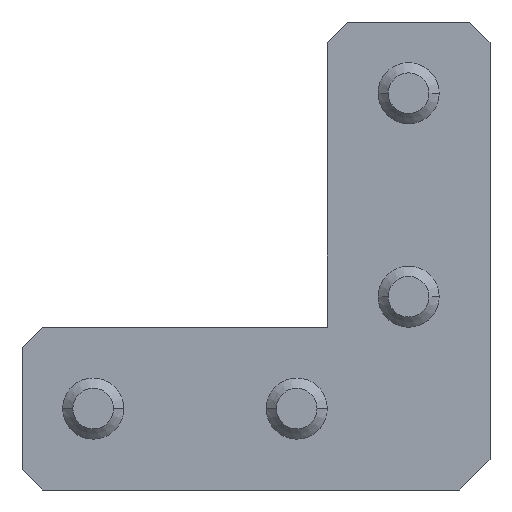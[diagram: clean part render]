
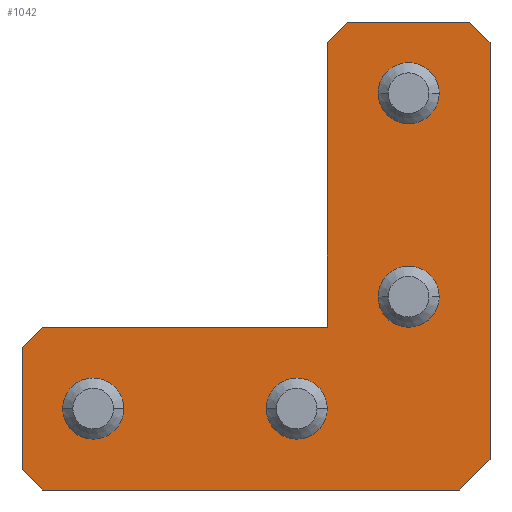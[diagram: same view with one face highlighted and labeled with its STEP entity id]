
A CAD part, front view. The second image highlights one B-rep face of the part: STEP entity #1042.
In plain terms, the highlighted planar face has unit normal (0, -1, 0).
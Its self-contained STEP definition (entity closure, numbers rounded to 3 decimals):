
#362=CARTESIAN_POINT('',(-11.,0.,0.));
#363=DIRECTION('',(0.,-1.,0.));
#364=DIRECTION('',(0.,0.,-1.));
#365=AXIS2_PLACEMENT_3D('',#362,#363,#364);
#370=CARTESIAN_POINT('',(-11.,0.,0.));
#371=DIRECTION('',(0.,-1.,0.));
#372=DIRECTION('',(0.,0.,1.));
#373=AXIS2_PLACEMENT_3D('',#370,#371,#372);
#378=CARTESIAN_POINT('',(-31.,0.,0.));
#379=DIRECTION('',(0.,-1.,0.));
#380=DIRECTION('',(0.,0.,-1.));
#381=AXIS2_PLACEMENT_3D('',#378,#379,#380);
#386=CARTESIAN_POINT('',(-31.,0.,0.));
#387=DIRECTION('',(0.,-1.,0.));
#388=DIRECTION('',(0.,0.,1.));
#389=AXIS2_PLACEMENT_3D('',#386,#387,#388);
#394=CARTESIAN_POINT('',(0.,0.,31.));
#395=DIRECTION('',(0.,1.,0.));
#396=DIRECTION('',(1.,0.,0.));
#397=AXIS2_PLACEMENT_3D('',#394,#395,#396);
#402=CARTESIAN_POINT('',(0.,0.,31.));
#403=DIRECTION('',(0.,1.,0.));
#404=DIRECTION('',(-1.,0.,0.));
#405=AXIS2_PLACEMENT_3D('',#402,#403,#404);
#410=CARTESIAN_POINT('',(0.,0.,11.));
#411=DIRECTION('',(0.,1.,0.));
#412=DIRECTION('',(1.,0.,0.));
#413=AXIS2_PLACEMENT_3D('',#410,#411,#412);
#418=CARTESIAN_POINT('',(0.,0.,11.));
#419=DIRECTION('',(0.,1.,0.));
#420=DIRECTION('',(-1.,0.,0.));
#421=AXIS2_PLACEMENT_3D('',#418,#419,#420);
#426=DIRECTION('',(-0.707,0.,-0.707));
#427=VECTOR('',#426,2.828);
#428=CARTESIAN_POINT('',(-6.,0.,38.));
#429=LINE('',#428,#427);
#433=DIRECTION('',(1.,0.,0.));
#434=VECTOR('',#433,12.);
#435=CARTESIAN_POINT('',(-6.,0.,38.));
#436=LINE('',#435,#434);
#440=DIRECTION('',(-0.707,0.,0.707));
#441=VECTOR('',#440,2.828);
#442=CARTESIAN_POINT('',(8.,0.,36.));
#443=LINE('',#442,#441);
#447=DIRECTION('',(0.,0.,-1.));
#448=VECTOR('',#447,41.);
#449=CARTESIAN_POINT('',(8.,0.,36.));
#450=LINE('',#449,#448);
#454=DIRECTION('',(0.707,0.,0.707));
#455=VECTOR('',#454,4.243);
#456=CARTESIAN_POINT('',(5.,0.,-8.));
#457=LINE('',#456,#455);
#461=DIRECTION('',(1.,0.,0.));
#462=VECTOR('',#461,41.);
#463=CARTESIAN_POINT('',(-36.,0.,-8.));
#464=LINE('',#463,#462);
#468=DIRECTION('',(0.707,0.,-0.707));
#469=VECTOR('',#468,2.828);
#470=CARTESIAN_POINT('',(-38.,0.,-6.));
#471=LINE('',#470,#469);
#475=DIRECTION('',(0.,0.,-1.));
#476=VECTOR('',#475,12.);
#477=CARTESIAN_POINT('',(-38.,0.,6.));
#478=LINE('',#477,#476);
#482=DIRECTION('',(-0.707,0.,-0.707));
#483=VECTOR('',#482,2.828);
#484=CARTESIAN_POINT('',(-36.,0.,8.));
#485=LINE('',#484,#483);
#489=DIRECTION('',(-1.,0.,0.));
#490=VECTOR('',#489,28.);
#491=CARTESIAN_POINT('',(-8.,0.,8.));
#492=LINE('',#491,#490);
#496=DIRECTION('',(0.,0.,1.));
#497=VECTOR('',#496,28.);
#498=CARTESIAN_POINT('',(-8.,0.,8.));
#499=LINE('',#498,#497);
#901=CARTESIAN_POINT('',(2.5,0.,31.));
#902=CARTESIAN_POINT('',(-2.5,0.,31.));
#903=VERTEX_POINT('',#901);
#904=VERTEX_POINT('',#902);
#913=CARTESIAN_POINT('',(2.5,0.,11.));
#914=CARTESIAN_POINT('',(-2.5,0.,11.));
#915=VERTEX_POINT('',#913);
#916=VERTEX_POINT('',#914);
#925=CARTESIAN_POINT('',(-31.,0.,-2.5));
#926=CARTESIAN_POINT('',(-31.,0.,2.5));
#927=VERTEX_POINT('',#925);
#928=VERTEX_POINT('',#926);
#937=CARTESIAN_POINT('',(-11.,0.,-2.5));
#938=CARTESIAN_POINT('',(-11.,0.,2.5));
#939=VERTEX_POINT('',#937);
#940=VERTEX_POINT('',#938);
#945=CARTESIAN_POINT('',(-8.,0.,8.));
#947=VERTEX_POINT('',#945);
#953=CARTESIAN_POINT('',(5.,0.,-8.));
#954=VERTEX_POINT('',#953);
#955=CARTESIAN_POINT('',(8.,0.,-5.));
#956=VERTEX_POINT('',#955);
#957=CARTESIAN_POINT('',(-6.,0.,38.));
#958=CARTESIAN_POINT('',(-8.,0.,36.));
#959=VERTEX_POINT('',#957);
#960=VERTEX_POINT('',#958);
#965=CARTESIAN_POINT('',(8.,0.,36.));
#966=CARTESIAN_POINT('',(6.,0.,38.));
#967=VERTEX_POINT('',#965);
#968=VERTEX_POINT('',#966);
#977=CARTESIAN_POINT('',(-36.,0.,8.));
#978=VERTEX_POINT('',#977);
#979=CARTESIAN_POINT('',(-38.,0.,6.));
#980=VERTEX_POINT('',#979);
#985=CARTESIAN_POINT('',(-38.,0.,-6.));
#986=VERTEX_POINT('',#985);
#987=CARTESIAN_POINT('',(-36.,0.,-8.));
#988=VERTEX_POINT('',#987);
#989=CARTESIAN_POINT('',(0.,0.,0.));
#990=DIRECTION('',(0.,1.,0.));
#991=DIRECTION('',(1.,0.,0.));
#992=AXIS2_PLACEMENT_3D('',#989,#990,#991);
#993=PLANE('',#992);
#995=ORIENTED_EDGE('',*,*,#994,.F.);
#997=ORIENTED_EDGE('',*,*,#996,.T.);
#999=ORIENTED_EDGE('',*,*,#998,.F.);
#1001=ORIENTED_EDGE('',*,*,#1000,.T.);
#1003=ORIENTED_EDGE('',*,*,#1002,.F.);
#1005=ORIENTED_EDGE('',*,*,#1004,.F.);
#1007=ORIENTED_EDGE('',*,*,#1006,.F.);
#1009=ORIENTED_EDGE('',*,*,#1008,.F.);
#1011=ORIENTED_EDGE('',*,*,#1010,.F.);
#1013=ORIENTED_EDGE('',*,*,#1012,.F.);
#1015=ORIENTED_EDGE('',*,*,#1014,.T.);
#1016=EDGE_LOOP('',(#995,#997,#999,#1001,#1003,#1005,#1007,#1009,#1011,#1013,
#1015));
#1017=FACE_OUTER_BOUND('',#1016,.F.);
#1019=ORIENTED_EDGE('',*,*,#1018,.T.);
#1021=ORIENTED_EDGE('',*,*,#1020,.T.);
#1022=EDGE_LOOP('',(#1019,#1021));
#1023=FACE_BOUND('',#1022,.F.);
#1025=ORIENTED_EDGE('',*,*,#1024,.F.);
#1027=ORIENTED_EDGE('',*,*,#1026,.F.);
#1028=EDGE_LOOP('',(#1025,#1027));
#1029=FACE_BOUND('',#1028,.F.);
#1031=ORIENTED_EDGE('',*,*,#1030,.F.);
#1033=ORIENTED_EDGE('',*,*,#1032,.F.);
#1034=EDGE_LOOP('',(#1031,#1033));
#1035=FACE_BOUND('',#1034,.F.);
#1037=ORIENTED_EDGE('',*,*,#1036,.T.);
#1039=ORIENTED_EDGE('',*,*,#1038,.T.);
#1040=EDGE_LOOP('',(#1037,#1039));
#1041=FACE_BOUND('',#1040,.F.);
#366=CIRCLE('',#365,2.5);
#374=CIRCLE('',#373,2.5);
#382=CIRCLE('',#381,2.5);
#390=CIRCLE('',#389,2.5);
#398=CIRCLE('',#397,2.5);
#406=CIRCLE('',#405,2.5);
#414=CIRCLE('',#413,2.5);
#422=CIRCLE('',#421,2.5);
#994=EDGE_CURVE('',#959,#960,#429,.T.);
#996=EDGE_CURVE('',#959,#968,#436,.T.);
#998=EDGE_CURVE('',#967,#968,#443,.T.);
#1000=EDGE_CURVE('',#967,#956,#450,.T.);
#1002=EDGE_CURVE('',#954,#956,#457,.T.);
#1004=EDGE_CURVE('',#988,#954,#464,.T.);
#1006=EDGE_CURVE('',#986,#988,#471,.T.);
#1008=EDGE_CURVE('',#980,#986,#478,.T.);
#1010=EDGE_CURVE('',#978,#980,#485,.T.);
#1012=EDGE_CURVE('',#947,#978,#492,.T.);
#1014=EDGE_CURVE('',#947,#960,#499,.T.);
#1018=EDGE_CURVE('',#927,#928,#382,.T.);
#1020=EDGE_CURVE('',#928,#927,#390,.T.);
#1024=EDGE_CURVE('',#903,#904,#398,.T.);
#1026=EDGE_CURVE('',#904,#903,#406,.T.);
#1030=EDGE_CURVE('',#915,#916,#414,.T.);
#1032=EDGE_CURVE('',#916,#915,#422,.T.);
#1036=EDGE_CURVE('',#939,#940,#366,.T.);
#1038=EDGE_CURVE('',#940,#939,#374,.T.);
#1042=ADVANCED_FACE('',(#1017,#1023,#1029,#1035,#1041),#993,.F.);
